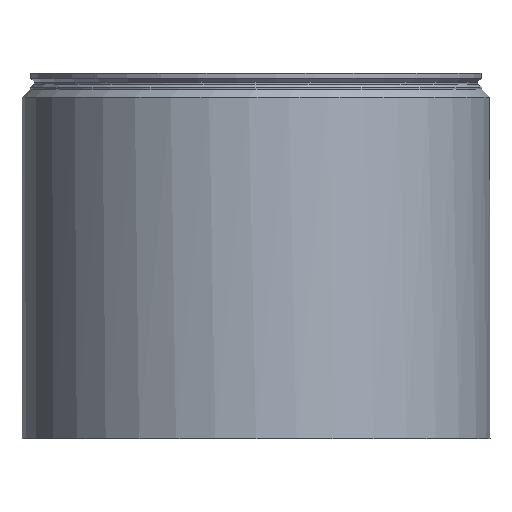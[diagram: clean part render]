
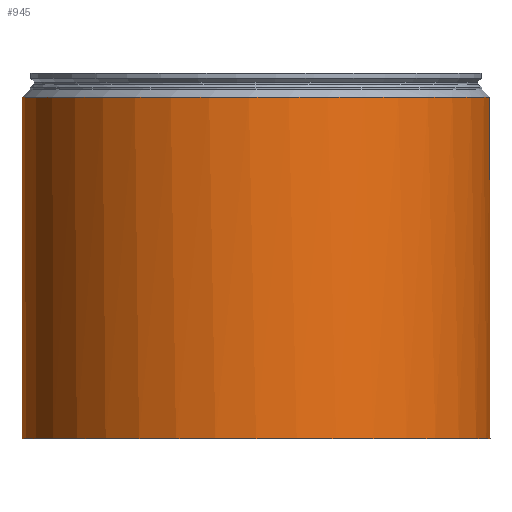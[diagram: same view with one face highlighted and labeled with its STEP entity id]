
A CAD part, front view. The second image highlights one B-rep face of the part: STEP entity #945.
In plain terms, the highlighted cylindrical face has radius 46.2 mm (diameter 92.4 mm), a full revolution.
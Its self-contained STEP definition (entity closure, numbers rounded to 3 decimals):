
#63=FACE_OUTER_BOUND('',#118,.T.);
#118=EDGE_LOOP('',(#642,#643,#644,#645,#646,#647,#648,#649));
#179=B_SPLINE_CURVE_WITH_KNOTS('',3,(#1502,#1503,#1504,#1505,#1506,#1507,
#1508,#1509,#1510,#1511,#1512,#1513,#1514,#1515,#1516,#1517,#1518,#1519,
#1520,#1521,#1522,#1523,#1524),.UNSPECIFIED.,.F.,.F.,(4,1,1,1,1,1,1,1,1,
1,1,1,1,1,1,1,1,1,1,1,4),(0.,0.075,0.15,
0.187,0.225,0.262,0.3,
0.45,0.6,1.399,1.799,2.998,
3.597,3.747,3.897,3.935,3.972,
4.009,4.047,4.122,4.197),
 .UNSPECIFIED.);
#212=CIRCLE('',#1020,46.2);
#213=CIRCLE('',#1021,46.2);
#214=CIRCLE('',#1022,46.2);
#251=LINE('',#1488,#317);
#253=LINE('',#1496,#319);
#254=LINE('',#1501,#320);
#317=VECTOR('',#1123,10.);
#319=VECTOR('',#1131,46.2);
#320=VECTOR('',#1136,10.);
#395=VERTEX_POINT('',#1478);
#396=VERTEX_POINT('',#1487);
#398=VERTEX_POINT('',#1493);
#399=VERTEX_POINT('',#1495);
#400=VERTEX_POINT('',#1498);
#401=VERTEX_POINT('',#1500);
#491=EDGE_CURVE('',#395,#396,#251,.T.);
#494=EDGE_CURVE('',#398,#395,#212,.T.);
#495=EDGE_CURVE('',#398,#399,#253,.T.);
#496=EDGE_CURVE('',#399,#399,#213,.T.);
#497=EDGE_CURVE('',#400,#398,#214,.T.);
#498=EDGE_CURVE('',#401,#400,#254,.T.);
#499=EDGE_CURVE('',#396,#401,#179,.T.);
#642=ORIENTED_EDGE('',*,*,#491,.F.);
#643=ORIENTED_EDGE('',*,*,#494,.F.);
#644=ORIENTED_EDGE('',*,*,#495,.T.);
#645=ORIENTED_EDGE('',*,*,#496,.T.);
#646=ORIENTED_EDGE('',*,*,#495,.F.);
#647=ORIENTED_EDGE('',*,*,#497,.F.);
#648=ORIENTED_EDGE('',*,*,#498,.F.);
#649=ORIENTED_EDGE('',*,*,#499,.F.);
#924=CYLINDRICAL_SURFACE('',#1019,46.2);
#945=ADVANCED_FACE('',(#63),#924,.T.);
#1019=AXIS2_PLACEMENT_3D('',#1492,#1127,#1128);
#1020=AXIS2_PLACEMENT_3D('',#1494,#1129,#1130);
#1021=AXIS2_PLACEMENT_3D('',#1497,#1132,#1133);
#1022=AXIS2_PLACEMENT_3D('',#1499,#1134,#1135);
#1123=DIRECTION('',(0.,0.,-1.));
#1127=DIRECTION('center_axis',(0.,0.,1.));
#1128=DIRECTION('ref_axis',(1.,0.,0.));
#1129=DIRECTION('center_axis',(0.,0.,1.));
#1130=DIRECTION('ref_axis',(1.,0.,0.));
#1131=DIRECTION('',(0.,0.,-1.));
#1132=DIRECTION('center_axis',(0.,0.,1.));
#1133=DIRECTION('ref_axis',(1.,0.,0.));
#1134=DIRECTION('center_axis',(0.,0.,1.));
#1135=DIRECTION('ref_axis',(1.,0.,0.));
#1136=DIRECTION('',(0.,0.,1.));
#1478=CARTESIAN_POINT('',(19.448,41.907,72.6));
#1487=CARTESIAN_POINT('',(19.448,41.907,70.162));
#1488=CARTESIAN_POINT('',(19.448,41.907,5.2));
#1492=CARTESIAN_POINT('Origin',(0.,0.,5.2));
#1493=CARTESIAN_POINT('',(-46.2,0.,72.6));
#1494=CARTESIAN_POINT('Origin',(0.,0.,72.6));
#1495=CARTESIAN_POINT('',(-46.2,0.,5.2));
#1496=CARTESIAN_POINT('',(-46.2,0.,5.2));
#1497=CARTESIAN_POINT('Origin',(0.,0.,5.2));
#1498=CARTESIAN_POINT('',(-19.448,41.907,72.6));
#1499=CARTESIAN_POINT('Origin',(0.,0.,72.6));
#1500=CARTESIAN_POINT('',(-19.448,41.907,70.162));
#1501=CARTESIAN_POINT('',(-19.448,41.907,5.2));
#1502=CARTESIAN_POINT('Ctrl Pts',(19.448,41.907,70.162));
#1503=CARTESIAN_POINT('Ctrl Pts',(19.448,41.907,69.912));
#1504=CARTESIAN_POINT('Ctrl Pts',(19.399,41.93,69.411));
#1505=CARTESIAN_POINT('Ctrl Pts',(19.179,42.031,68.826));
#1506=CARTESIAN_POINT('Ctrl Pts',(18.881,42.166,68.435));
#1507=CARTESIAN_POINT('Ctrl Pts',(18.58,42.3,68.234));
#1508=CARTESIAN_POINT('Ctrl Pts',(18.232,42.451,68.158));
#1509=CARTESIAN_POINT('Ctrl Pts',(17.537,42.746,68.046));
#1510=CARTESIAN_POINT('Ctrl Pts',(16.472,43.173,67.95));
#1511=CARTESIAN_POINT('Ctrl Pts',(12.96,44.447,67.699));
#1512=CARTESIAN_POINT('Ctrl Pts',(8.484,45.557,67.524));
#1513=CARTESIAN_POINT('Ctrl Pts',(0.357,46.46,67.342));
#1514=CARTESIAN_POINT('Ctrl Pts',(-7.183,45.96,67.455));
#1515=CARTESIAN_POINT('Ctrl Pts',(-13.599,44.215,67.743));
#1516=CARTESIAN_POINT('Ctrl Pts',(-16.472,43.173,67.95));
#1517=CARTESIAN_POINT('Ctrl Pts',(-17.537,42.746,68.046));
#1518=CARTESIAN_POINT('Ctrl Pts',(-18.232,42.451,68.158));
#1519=CARTESIAN_POINT('Ctrl Pts',(-18.58,42.3,68.233));
#1520=CARTESIAN_POINT('Ctrl Pts',(-18.882,42.166,68.435));
#1521=CARTESIAN_POINT('Ctrl Pts',(-19.179,42.031,68.826));
#1522=CARTESIAN_POINT('Ctrl Pts',(-19.399,41.93,69.411));
#1523=CARTESIAN_POINT('Ctrl Pts',(-19.448,41.907,69.912));
#1524=CARTESIAN_POINT('Ctrl Pts',(-19.448,41.907,70.162));
